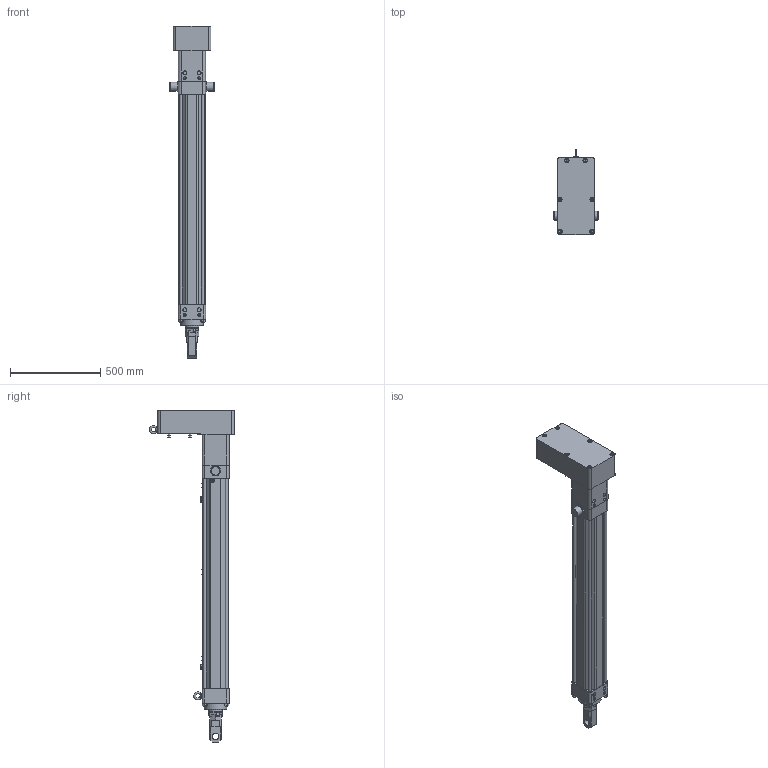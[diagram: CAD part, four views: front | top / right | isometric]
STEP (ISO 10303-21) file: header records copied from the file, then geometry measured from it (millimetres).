
FILE_DESCRIPTION (( 'STEP AP203' ), '1' );
FILE_NAME ('RSX10_RN12_SM957.580_RS-479366-1.step', '2025-01-20T17:17:24', ( '' ), ( '' ), 'SwSTEP 2.0', 'SolidWorks 2024', '' );
FILE_SCHEMA (( 'CONFIG_CONTROL_DESIGN' ));
Length unit declared in the file: inch
Products named in the file (6): tempJoin0_21719605_RSX10_RN12_SM957.580_RS-479366-1; 21711115_RSX10_RN12_SM957.580_RS-479366-1; RSX10_RN12_SM957.580_RS-479366-1; 81009082_RSX10_RN12_SM957.580_RS-479366-1; 21719013_RSX10_RN12_SM957.580_RS-479366-1; Base_RSX10_RN12_SM957.580_RS-479366-1
Assembly tree (9 placements, depth 2):
  RSX10_RN12_SM957.580_RS-479366-1
    21711115_RSX10_RN12_SM957.580_RS-479366-1  x3
    81009082_RSX10_RN12_SM957.580_RS-479366-1  x3
    tempJoin0_21719605_RSX10_RN12_SM957.580_RS-479366-1
    21719013_RSX10_RN12_SM957.580_RS-479366-1
    Base_RSX10_RN12_SM957.580_RS-479366-1
Bounding box: 245 x 470.94 x 1839.57 mm (x, y, z)
Volume: 29041000.3 mm3; surface area: 2865368.3 mm2
Topology: 15 solids, 34 shells, 2158 faces, 5454 edges, 3539 vertices
Faces by surface type: plane 1095, cylinder 664, bspline 201, cone 166, torus 31, sphere 1
Full cylindrical faces by diameter (mm): 1 x6, 2.25 x6, 2.43 x3, 3.175 x1, 4.2 x6, 4.755 x6, 4.762 x2, 4.763 x1, 6 x1, 6.8 x2, 7.2 x2, 7.9 x1, 8 x2, 8.5 x10, 10.025 x8, 10.16 x6, 10.248 x2, 10.5 x1, 13.835 x2, 14 x10, 15.875 x12, 16 x4, 16.5 x6, 16.906 x4, 18 x6, 20.013 x4, 24 x6, 25 x2, 25.4 x6, 25.527 x4
Entity records: 53440 total; most frequent: CARTESIAN_POINT 12913, DIRECTION 8447, ORIENTED_EDGE 7820, EDGE_CURVE 3910, AXIS2_PLACEMENT_3D 3167, VERTEX_POINT 2653, EDGE_LOOP 2153, LINE 2113
